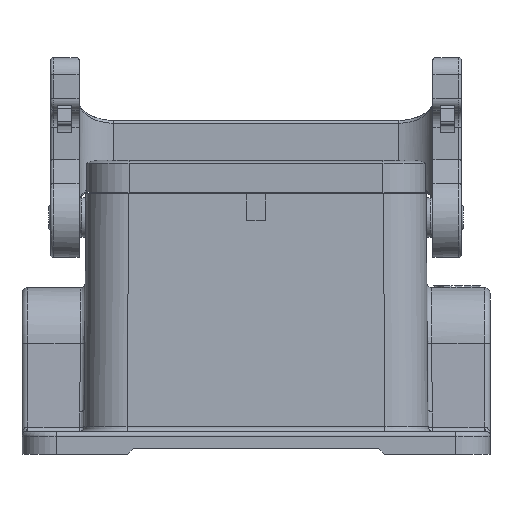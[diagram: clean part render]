
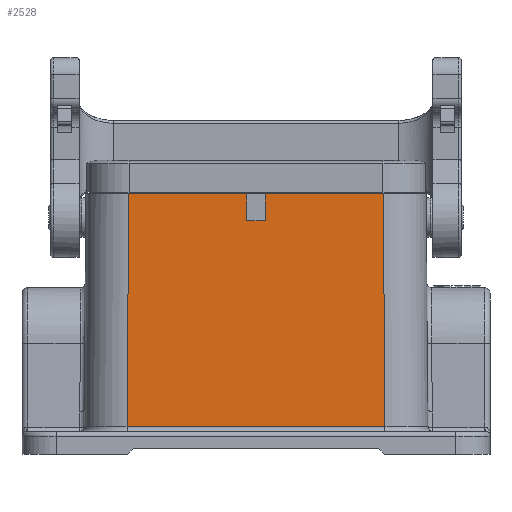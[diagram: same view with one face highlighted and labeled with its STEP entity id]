
A CAD part, front view. The second image highlights one B-rep face of the part: STEP entity #2528.
In plain terms, the highlighted planar face has unit normal (0, -1, 0.006).
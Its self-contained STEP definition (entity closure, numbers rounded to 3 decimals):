
#2528=ADVANCED_FACE('',(#3242),#3044,.T.);
#3044=PLANE('',#14289);
#3242=FACE_OUTER_BOUND('',#3753,.T.);
#3753=EDGE_LOOP('',(#4874,#4875,#4876,#4877,#4878,#4879,#4880,#4881));
#4874=ORIENTED_EDGE('',*,*,#8165,.T.);
#4875=ORIENTED_EDGE('',*,*,#8166,.T.);
#4876=ORIENTED_EDGE('',*,*,#8167,.T.);
#4877=ORIENTED_EDGE('',*,*,#7944,.T.);
#4878=ORIENTED_EDGE('',*,*,#8168,.F.);
#4879=ORIENTED_EDGE('',*,*,#8169,.F.);
#4880=ORIENTED_EDGE('',*,*,#8170,.F.);
#4881=ORIENTED_EDGE('',*,*,#7950,.T.);
#7115=VERTEX_POINT('',#20326);
#7116=VERTEX_POINT('',#20327);
#7119=VERTEX_POINT('',#20335);
#7120=VERTEX_POINT('',#20337);
#7300=VERTEX_POINT('',#20792);
#7301=VERTEX_POINT('',#20794);
#7302=VERTEX_POINT('',#20797);
#7303=VERTEX_POINT('',#20799);
#7944=EDGE_CURVE('',#7115,#7116,#11256,.T.);
#7950=EDGE_CURVE('',#7120,#7119,#11258,.T.);
#8165=EDGE_CURVE('',#7119,#7300,#11392,.T.);
#8166=EDGE_CURVE('',#7300,#7301,#11393,.T.);
#8167=EDGE_CURVE('',#7301,#7115,#11394,.T.);
#8168=EDGE_CURVE('',#7302,#7116,#11395,.T.);
#8169=EDGE_CURVE('',#7303,#7302,#11396,.T.);
#8170=EDGE_CURVE('',#7120,#7303,#11397,.T.);
#11256=LINE('',#20325,#12059);
#11258=LINE('',#20336,#12061);
#11392=LINE('',#20791,#12195);
#11393=LINE('',#20793,#12196);
#11394=LINE('',#20795,#12197);
#11395=LINE('',#20796,#12198);
#11396=LINE('',#20798,#12199);
#11397=LINE('',#20800,#12200);
#12059=VECTOR('',#15386,1.);
#12061=VECTOR('',#15396,1.);
#12195=VECTOR('',#15772,1.);
#12196=VECTOR('',#15773,1.);
#12197=VECTOR('',#15774,1.);
#12198=VECTOR('',#15775,1.);
#12199=VECTOR('',#15776,1.);
#12200=VECTOR('',#15777,1.);
#14289=AXIS2_PLACEMENT_3D('',#20801,#15778,#15779);
#15386=DIRECTION('',(-1.,0.,0.));
#15396=DIRECTION('',(-1.,0.,0.));
#15772=DIRECTION('',(-0.007,-0.006,-1.));
#15773=DIRECTION('',(1.,0.,0.));
#15774=DIRECTION('',(-0.007,0.006,1.));
#15775=DIRECTION('',(0.,0.006,1.));
#15776=DIRECTION('',(1.,0.,0.));
#15777=DIRECTION('',(0.,-0.006,-1.));
#15778=DIRECTION('',(0.,-1.,0.006));
#15779=DIRECTION('',(0.,0.006,1.));
#20325=CARTESIAN_POINT('',(45.1,-21.5,5.7));
#20326=CARTESIAN_POINT('',(22.3,-21.5,5.7));
#20327=CARTESIAN_POINT('',(1.6,-21.5,5.7));
#20335=CARTESIAN_POINT('',(-22.3,-21.5,5.7));
#20336=CARTESIAN_POINT('',(45.1,-21.5,5.7));
#20337=CARTESIAN_POINT('',(-1.6,-21.5,5.7));
#20791=CARTESIAN_POINT('',(-22.597,-21.747,-35.462));
#20792=CARTESIAN_POINT('',(-22.594,-21.745,-35.155));
#20793=CARTESIAN_POINT('',(22.6,-21.745,-35.155));
#20794=CARTESIAN_POINT('',(22.594,-21.745,-35.155));
#20795=CARTESIAN_POINT('',(22.601,-21.751,-36.112));
#20796=CARTESIAN_POINT('',(1.6,-21.75,-35.95));
#20797=CARTESIAN_POINT('',(1.6,-21.528,1.));
#20798=CARTESIAN_POINT('',(45.1,-21.528,1.));
#20799=CARTESIAN_POINT('',(-1.6,-21.528,1.));
#20800=CARTESIAN_POINT('',(-1.6,-21.75,-35.95));
#20801=CARTESIAN_POINT('',(45.1,-21.75,-35.95));
